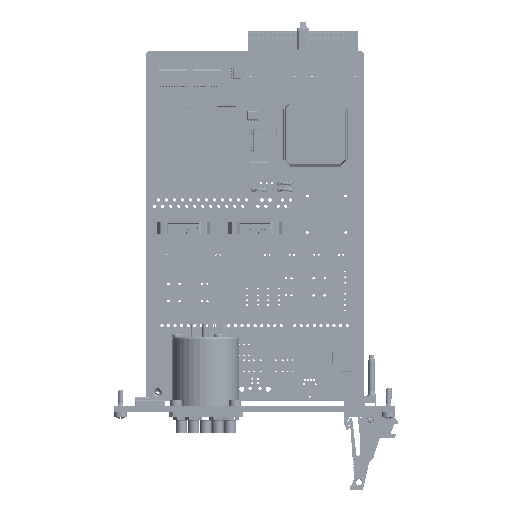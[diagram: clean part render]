
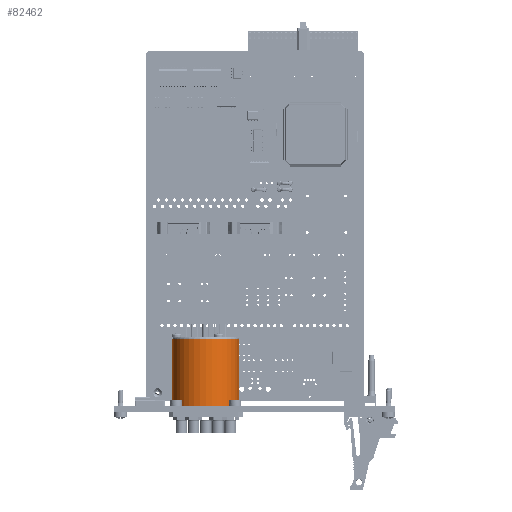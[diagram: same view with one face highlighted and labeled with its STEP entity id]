
A CAD part, left-side view. The second image highlights one B-rep face of the part: STEP entity #82462.
In plain terms, the highlighted cylindrical face has radius 15.25 mm (diameter 30.5 mm), a full revolution.
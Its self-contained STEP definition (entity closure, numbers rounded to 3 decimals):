
#25745 = EDGE_LOOP ( 'NONE', ( #30193 ) ) ;
#29149 = CARTESIAN_POINT ( 'NONE',  ( -31.837, 29.448, 50.114 ) ) ;
#29151 = DIRECTION ( 'NONE',  ( 0., 0., -1. ) ) ;
#29152 = DIRECTION ( 'NONE',  ( 1., 0., 0. ) ) ;
#30193 = ORIENTED_EDGE ( 'NONE', *, *, #111266, .T. ) ;
#30194 = ORIENTED_EDGE ( 'NONE', *, *, #173026, .T. ) ;
#32578 = CIRCLE ( 'NONE', #137289, 15.25 ) ;
#70529 = VERTEX_POINT ( 'NONE', #122534 ) ;
#71905 = VERTEX_POINT ( 'NONE', #123060 ) ;
#82462 = ADVANCED_FACE ( 'NONE', ( #152275, #152290 ), #152340, .T. ) ;
#99432 = CARTESIAN_POINT ( 'NONE',  ( -31.837, 29.448, 16.814 ) ) ;
#99434 = DIRECTION ( 'NONE',  ( 0., 0., 1. ) ) ;
#99435 = DIRECTION ( 'NONE',  ( 1., 0., 0. ) ) ;
#99679 = CIRCLE ( 'NONE', #179313, 15.25 ) ;
#111266 = EDGE_CURVE ( 'NONE', #70529, #70529, #99679, .T. ) ;
#120784 = EDGE_LOOP ( 'NONE', ( #30194 ) ) ;
#122534 = CARTESIAN_POINT ( 'NONE',  ( -16.587, 29.448, 16.814 ) ) ;
#123060 = CARTESIAN_POINT ( 'NONE',  ( -16.587, 29.448, 50.114 ) ) ;
#137289 = AXIS2_PLACEMENT_3D ( 'NONE', #29149, #29151, #29152 ) ;
#152275 = FACE_OUTER_BOUND ( 'NONE', #120784, .T. ) ;
#152290 = FACE_OUTER_BOUND ( 'NONE', #25745, .T. ) ;
#152340 = CYLINDRICAL_SURFACE ( 'NONE', #164749, 15.25 ) ;
#153082 = CARTESIAN_POINT ( 'NONE',  ( -31.837, 29.448, 51.114 ) ) ;
#153087 = DIRECTION ( 'NONE',  ( 0., 0., -1. ) ) ;
#153109 = DIRECTION ( 'NONE',  ( -1., 0., 0. ) ) ;
#164749 = AXIS2_PLACEMENT_3D ( 'NONE', #153082, #153087, #153109 ) ;
#173026 = EDGE_CURVE ( 'NONE', #71905, #71905, #32578, .T. ) ;
#179313 = AXIS2_PLACEMENT_3D ( 'NONE', #99432, #99434, #99435 ) ;
